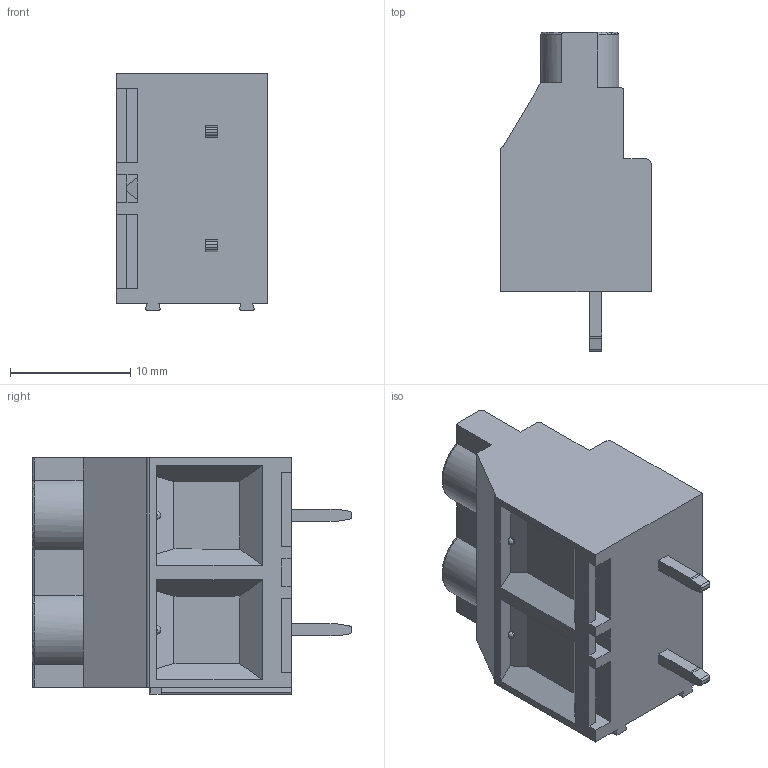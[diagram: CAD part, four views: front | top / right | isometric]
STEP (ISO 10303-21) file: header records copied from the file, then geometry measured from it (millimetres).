
FILE_DESCRIPTION(/* description */ (''),/* implementation_level */ '2;1');
FILE_NAME(/* name */ 'MC-TG9.52H02C_stp.stp',/* time_stamp */ '2022-08-04T10:09:27+08:00',/* author */ (''),/* organization */ (''),/* preprocessor_version */ 'ST-DEVELOPER v16',/* originating_system */ 'SIEMENS PLM Software NX 10.0',/* authorisation */ '');
FILE_SCHEMA (('AP203_CONFIGURATION_CONTROLLED_3D_DESIGN_OF_MECHANICAL_PARTS_AND_ASSEMBLIES_MIM_LF { 1 0 10303 403 2 1 2}'));
Length unit declared in the file: millimetre
Products named in the file (1): syf024B08BE82ff8
Bounding box: 12.5 x 26.5 x 19.61 mm (x, y, z)
Volume: 3665 mm3; surface area: 2138.8 mm2
Topology: 1 solids, 2 shells, 515 faces, 1438 edges, 947 vertices
Faces by surface type: plane 407, cylinder 69, torus 16, extrusion 13, cone 8, bspline 2
Entity records: 17512 total; most frequent: CARTESIAN_POINT 4065, ORIENTED_EDGE 2876, DIRECTION 2558, EDGE_CURVE 1438, VECTOR 1204, LINE 1191, VERTEX_POINT 947, AXIS2_PLACEMENT_3D 677
